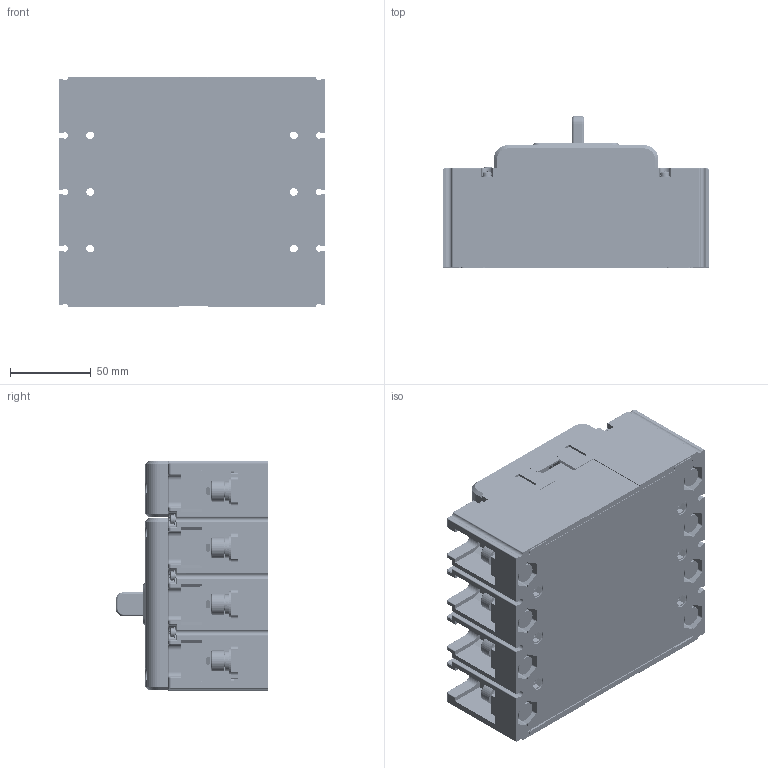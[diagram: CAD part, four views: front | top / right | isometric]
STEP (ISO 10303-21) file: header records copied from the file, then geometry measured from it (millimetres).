
FILE_DESCRIPTION((''),'2;1');
FILE_NAME('2258011800_ASM','2017-11-20T',('yan.shen'),(''),'PRO/ENGINEER BY PARAMETRIC TECHNOLOGY CORPORATION, 2015440','PRO/ENGINEER BY PARAMETRIC TECHNOLOGY CORPORATION, 2015440','');
FILE_SCHEMA(('CONFIG_CONTROL_DESIGN'));
Products named in the file (38): JZ-5DLX_024_266; GB_T809-M3X12; 5024026600_ASM; 6760009300_AF0_ASM; 8751002200; 8253057300; 8865077900_AF0; 8865078000_AF0; 5253022400_ASM; MG-5DLX_315_433; GB_T809-M3X8; 531543300_ASM; 8253003500; 8282018100_AF0; 8315057900; 8315058500; 7010100305R01_GB_T823_M3X10; 7090300201_GB_T93_3; GB_T97_4_3; 5850007700_ASM; 531543500_ASM; 8750030100; GB_T9074_4-M3X30; 8742102800; GB_T70_1-M8X20; 7090200704_GB_T97_1_8; 7090370701K_GB_T93_8; 5850004100_AF0_ASM; 5850004100_AF1_ASM; 5850004100_AF2_ASM; 5850004100_AF3_ASM; 5850004100_AF4_ASM; 5850004100_AF5_ASM; 5850004100_AF6_ASM; 5850004100_AF7_ASM; 8551033400; 8585064000; 2258011800_ASM
Assembly tree (98 placements, depth 4):
  2258011800_ASM
    6760009300_AF0_ASM
      5024026600_ASM
        JZ-5DLX_024_266
        GB_T809-M3X12  x10
    8751002200  x4
    5253022400_ASM
      8253057300
      8865077900_AF0
      8865078000_AF0
    531543500_ASM
      531543300_ASM
        MG-5DLX_315_433
        GB_T809-M3X8  x6
      8253003500
      8282018100_AF0
      8315057900
      8315058500
      5850007700_ASM  x6
        7010100305R01_GB_T823_M3X10
        7090300201_GB_T93_3
        GB_T97_4_3
    8750030100  x4
    GB_T9074_4-M3X30  x10
    8742102800
    5850004100_AF0_ASM
      GB_T70_1-M8X20
      7090200704_GB_T97_1_8
      7090370701K_GB_T93_8
    5850004100_AF1_ASM
      GB_T70_1-M8X20
      7090200704_GB_T97_1_8
      7090370701K_GB_T93_8
    5850004100_AF2_ASM
      GB_T70_1-M8X20
      7090200704_GB_T97_1_8
      7090370701K_GB_T93_8
    5850004100_AF3_ASM
      GB_T70_1-M8X20
      7090200704_GB_T97_1_8
      7090370701K_GB_T93_8
    5850004100_AF4_ASM
      GB_T70_1-M8X20
      7090200704_GB_T97_1_8
      7090370701K_GB_T93_8
    5850004100_AF5_ASM
      GB_T70_1-M8X20
      7090200704_GB_T97_1_8
      7090370701K_GB_T93_8
    5850004100_AF6_ASM
      GB_T70_1-M8X20
      7090200704_GB_T97_1_8
      7090370701K_GB_T93_8
    5850004100_AF7_ASM
      GB_T70_1-M8X20
      7090200704_GB_T97_1_8
      7090370701K_GB_T93_8
    8551033400  x4
    8585064000  x4
Bounding box: 165 x 94.41 x 142 mm (x, y, z)
Volume: 621575.4 mm3; surface area: 415945.7 mm2
Topology: 94 solids, 150 shells, 6585 faces, 17205 edges, 11072 vertices
Faces by surface type: plane 3519, cylinder 2253, cone 260, extrusion 188, torus 141, bspline 119, sphere 105
Entity records: 166457 total; most frequent: CARTESIAN_POINT 42816, ORIENTED_EDGE 25946, DIRECTION 25190, EDGE_CURVE 12991, VECTOR 8902, LINE 8714, VERTEX_POINT 8385, AXIS2_PLACEMENT_3D 8144
